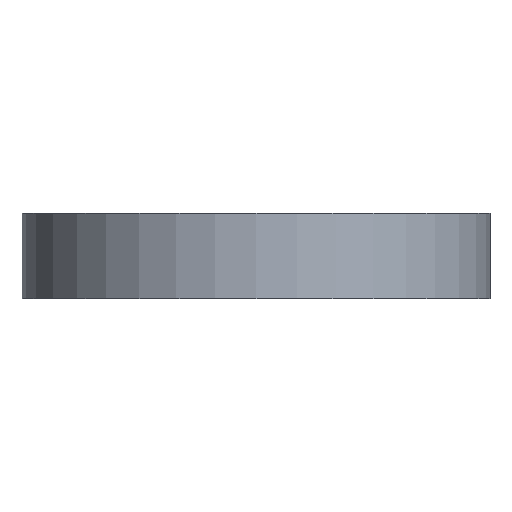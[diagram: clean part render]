
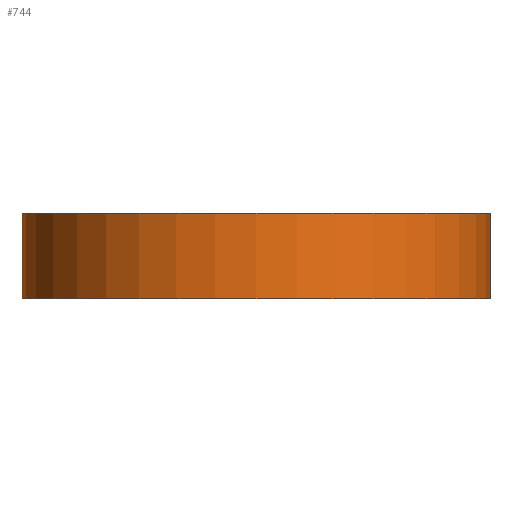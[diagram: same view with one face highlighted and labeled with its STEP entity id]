
A CAD part, front view. The second image highlights one B-rep face of the part: STEP entity #744.
In plain terms, the highlighted cylindrical face has radius 11 mm (diameter 22 mm), a partial arc.
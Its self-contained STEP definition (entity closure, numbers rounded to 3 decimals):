
#9 = LINE ( 'NONE', #420, #722 ) ;
#21 = ORIENTED_EDGE ( 'NONE', *, *, #548, .F. ) ;
#73 = VERTEX_POINT ( 'NONE', #713 ) ;
#77 = CARTESIAN_POINT ( 'NONE',  ( 0., 0., 4. ) ) ;
#104 = CARTESIAN_POINT ( 'NONE',  ( 11., 0., 0. ) ) ;
#110 = DIRECTION ( 'NONE',  ( 0., 0., -1. ) ) ;
#132 = CARTESIAN_POINT ( 'NONE',  ( 0., 0., 4. ) ) ;
#146 = ORIENTED_EDGE ( 'NONE', *, *, #993, .T. ) ;
#151 = VECTOR ( 'NONE', #509, 1000. ) ;
#166 = CIRCLE ( 'NONE', #433, 11. ) ;
#211 = VERTEX_POINT ( 'NONE', #104 ) ;
#214 = VERTEX_POINT ( 'NONE', #662 ) ;
#252 = EDGE_LOOP ( 'NONE', ( #21, #609, #146, #292 ) ) ;
#277 = CARTESIAN_POINT ( 'NONE',  ( 0., 0., 0. ) ) ;
#285 = FACE_OUTER_BOUND ( 'NONE', #252, .T. ) ;
#292 = ORIENTED_EDGE ( 'NONE', *, *, #654, .T. ) ;
#385 = AXIS2_PLACEMENT_3D ( 'NONE', #132, #761, #847 ) ;
#394 = DIRECTION ( 'NONE',  ( 0., 0., 1. ) ) ;
#420 = CARTESIAN_POINT ( 'NONE',  ( 11., 0., 4. ) ) ;
#433 = AXIS2_PLACEMENT_3D ( 'NONE', #277, #962, #810 ) ;
#509 = DIRECTION ( 'NONE',  ( 0., 0., -1. ) ) ;
#548 = EDGE_CURVE ( 'NONE', #73, #211, #9, .T. ) ;
#554 = CARTESIAN_POINT ( 'NONE',  ( -11., 0., 0. ) ) ;
#557 = DIRECTION ( 'NONE',  ( 1., 0., 0. ) ) ;
#609 = ORIENTED_EDGE ( 'NONE', *, *, #935, .F. ) ;
#654 = EDGE_CURVE ( 'NONE', #960, #211, #166, .T. ) ;
#662 = CARTESIAN_POINT ( 'NONE',  ( -11., 0., 4. ) ) ;
#663 = CIRCLE ( 'NONE', #923, 11. ) ;
#713 = CARTESIAN_POINT ( 'NONE',  ( 11., 0., 4. ) ) ;
#722 = VECTOR ( 'NONE', #110, 1000. ) ;
#741 = CARTESIAN_POINT ( 'NONE',  ( -11., 0., 4. ) ) ;
#744 = ADVANCED_FACE ( 'NONE', ( #285 ), #994, .T. ) ;
#761 = DIRECTION ( 'NONE',  ( 0., 0., -1. ) ) ;
#810 = DIRECTION ( 'NONE',  ( 1., 0., 0. ) ) ;
#847 = DIRECTION ( 'NONE',  ( -1., 0., 0. ) ) ;
#923 = AXIS2_PLACEMENT_3D ( 'NONE', #77, #394, #557 ) ;
#935 = EDGE_CURVE ( 'NONE', #214, #73, #663, .T. ) ;
#944 = LINE ( 'NONE', #741, #151 ) ;
#960 = VERTEX_POINT ( 'NONE', #554 ) ;
#962 = DIRECTION ( 'NONE',  ( 0., 0., 1. ) ) ;
#993 = EDGE_CURVE ( 'NONE', #214, #960, #944, .T. ) ;
#994 = CYLINDRICAL_SURFACE ( 'NONE', #385, 11. ) ;
